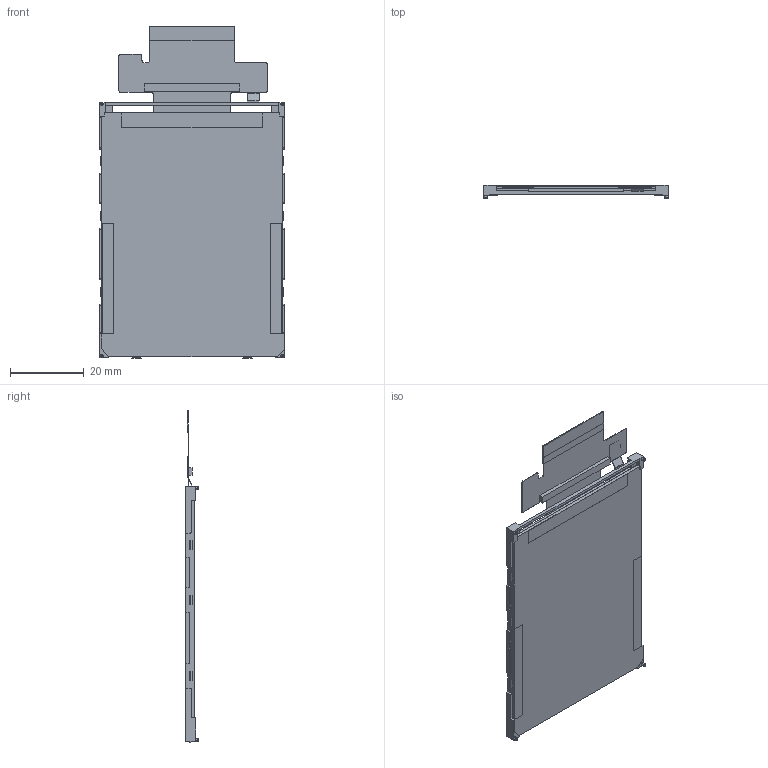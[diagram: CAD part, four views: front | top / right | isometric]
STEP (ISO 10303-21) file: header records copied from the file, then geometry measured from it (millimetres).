
FILE_DESCRIPTION((''),'2;1');
FILE_NAME('028TFT','2018-11-16T',('xuelian_xin'),(''),'CREO PARAMETRIC BY PTC INC, 2015480','CREO PARAMETRIC BY PTC INC, 2015480','');
FILE_SCHEMA(('AUTOMOTIVE_DESIGN { 1 0 10303 214 1 1 1 1 }'));
Length unit declared in the file: millimetre
Products named in the file (1): 028TFT
Bounding box: 50 x 3.5 x 89.99 mm (x, y, z)
Volume: 8009.6 mm3; surface area: 9403.9 mm2
Topology: 1 solids, 1 shells, 246 faces, 677 edges, 442 vertices
Faces by surface type: plane 202, cylinder 36, torus 8
Entity records: 9825 total; most frequent: CARTESIAN_POINT 1367, ORIENTED_EDGE 1354, DIRECTION 1261, PRESENTATION_STYLE_ASSIGNMENT 678, STYLED_ITEM 678, CURVE_STYLE 677, EDGE_CURVE 677, VECTOR 585
